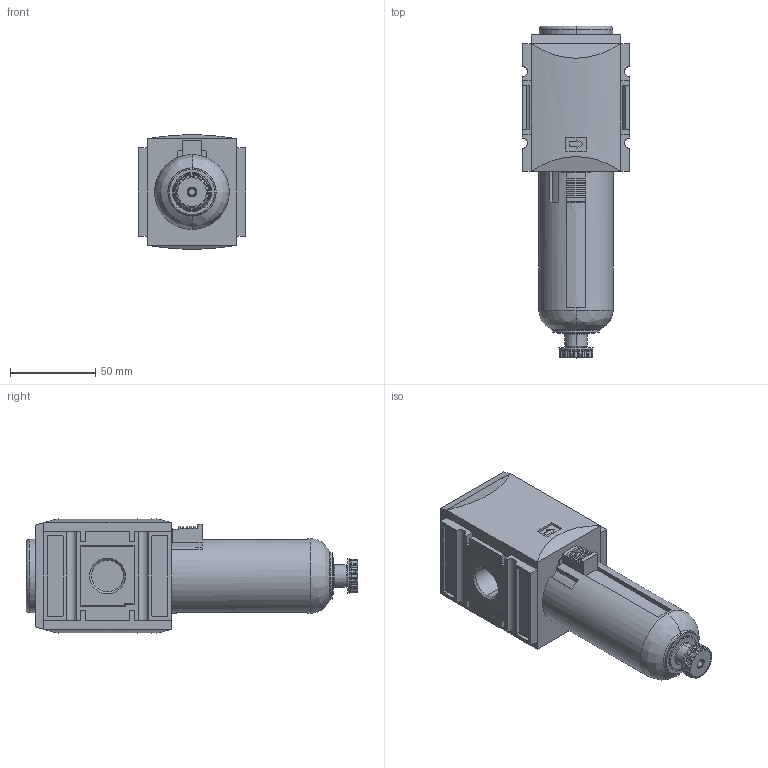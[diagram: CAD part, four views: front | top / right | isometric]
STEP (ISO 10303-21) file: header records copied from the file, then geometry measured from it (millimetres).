
FILE_DESCRIPTION (( 'STEP AP214' ), '1' );
FILE_NAME ('KN-KPFI212.STEP', '2018-08-29T15:02:23', ( '' ), ( '' ), 'SwSTEP 2.0', 'SolidWorks 2018', '' );
FILE_SCHEMA (( 'AUTOMOTIVE_DESIGN' ));
Length unit declared in the file: millimetre
Products named in the file (1): KN-KPFI212
Bounding box: 63 x 194.8 x 67.13 mm (x, y, z)
Volume: 442322.2 mm3; surface area: 53505 mm2
Topology: 2 solids, 2 shells, 406 faces, 1067 edges, 696 vertices
Faces by surface type: plane 222, cylinder 132, torus 26, cone 24, bspline 2
Entity records: 17569 total; most frequent: CARTESIAN_POINT 3137, ORIENTED_EDGE 2134, DIRECTION 1968, EDGE_CURVE 1067, VERTEX_POINT 696, AXIS2_PLACEMENT_3D 663, VECTOR 642, LINE 642
